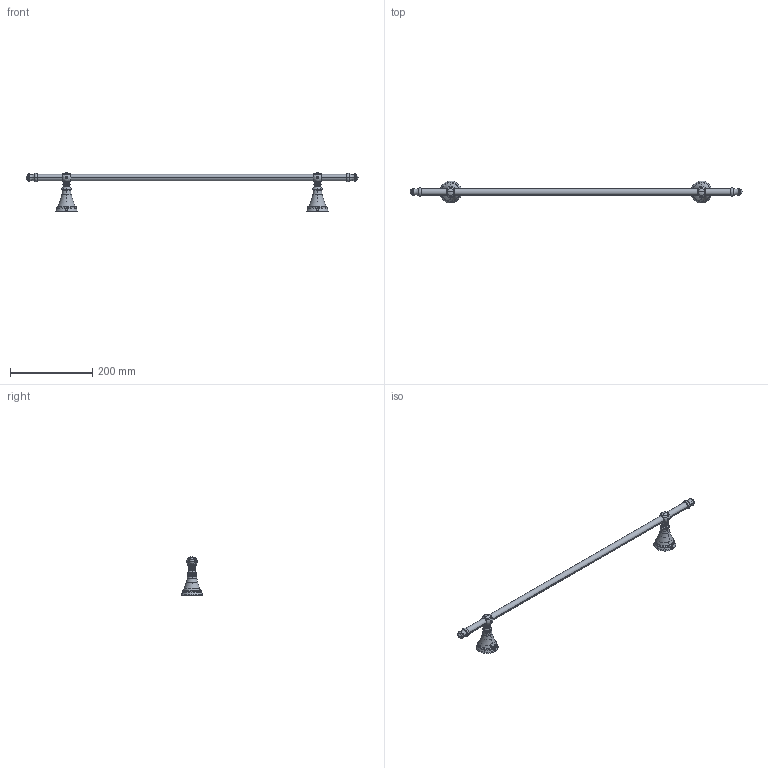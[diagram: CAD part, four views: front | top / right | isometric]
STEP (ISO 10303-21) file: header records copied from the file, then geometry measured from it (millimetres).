
FILE_DESCRIPTION((''),'2;1');
FILE_NAME('80-02_ASM','2015-07-22T',('rsmith'),(''),'PRO/ENGINEER BY PARAMETRIC TECHNOLOGY CORPORATION, 2013150','PRO/ENGINEER BY PARAMETRIC TECHNOLOGY CORPORATION, 2013150','');
FILE_SCHEMA(('CONFIG_CONTROL_DESIGN'));
Length unit declared in the file: millimetre
Products named in the file (10): NCIP-031_11; CCDZ0009; CTST4201; CCKT0030; CTST0224; CTST4101; CCPB0050; CCCR0003; CCQB0016; 80-02_ASM
Assembly tree (17 placements, depth 2):
  80-02_ASM
    NCIP-031_11  x2
    CCDZ0009  x2
    CTST4201  x2
    CCKT0030  x2
    CTST0224  x2
    CTST4101  x2
    CCPB0050
    CCCR0003  x2
    CCQB0016  x2
Bounding box: 806.6 x 53.34 x 93.98 mm (x, y, z)
Volume: 108816.9 mm3; surface area: 122611.2 mm2
Topology: 17 solids, 17 shells, 586 faces, 1540 edges, 992 vertices
Faces by surface type: cylinder 188, plane 186, torus 112, cone 72, bspline 16, sphere 12
Entity records: 10150 total; most frequent: CARTESIAN_POINT 2396, DIRECTION 1708, ORIENTED_EDGE 1536, EDGE_CURVE 768, AXIS2_PLACEMENT_3D 705, VERTEX_POINT 502, CIRCLE 388, EDGE_LOOP 326
